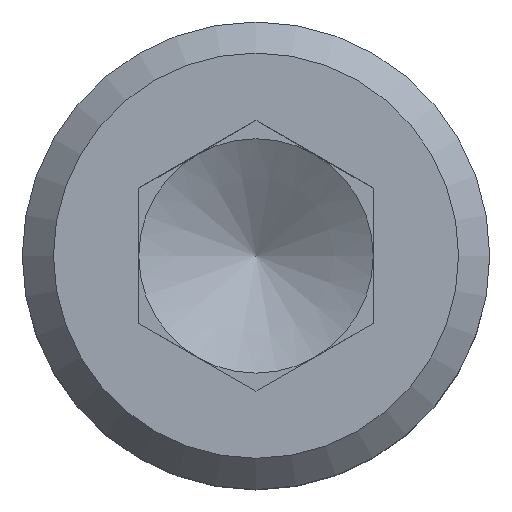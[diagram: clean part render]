
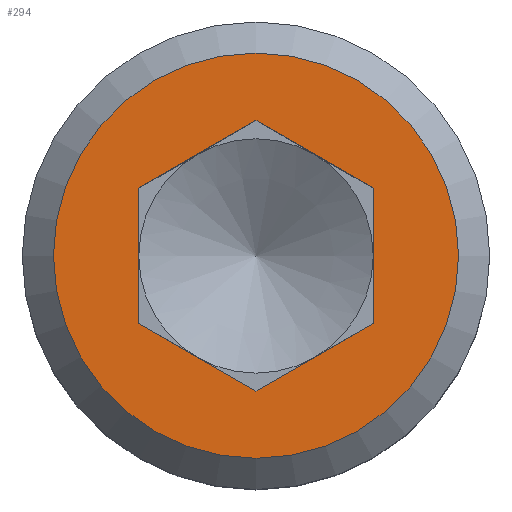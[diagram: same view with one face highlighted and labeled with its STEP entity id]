
A CAD part, top view. The second image highlights one B-rep face of the part: STEP entity #294.
In plain terms, the highlighted planar face has unit normal (0, 0, 1).
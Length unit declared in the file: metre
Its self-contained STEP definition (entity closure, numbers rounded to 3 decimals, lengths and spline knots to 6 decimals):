
#24=CIRCLE('',#334,0.004128);
#47=ORIENTED_EDGE('',*,*,#121,.T.);
#48=ORIENTED_EDGE('',*,*,#122,.T.);
#49=ORIENTED_EDGE('',*,*,#123,.T.);
#50=ORIENTED_EDGE('',*,*,#124,.T.);
#51=ORIENTED_EDGE('',*,*,#125,.T.);
#52=ORIENTED_EDGE('',*,*,#126,.T.);
#53=ORIENTED_EDGE('',*,*,#127,.T.);
#121=EDGE_CURVE('',#154,#154,#24,.T.);
#122=EDGE_CURVE('',#155,#156,#179,.T.);
#123=EDGE_CURVE('',#156,#157,#180,.T.);
#124=EDGE_CURVE('',#157,#158,#181,.T.);
#125=EDGE_CURVE('',#158,#159,#182,.T.);
#126=EDGE_CURVE('',#159,#160,#183,.T.);
#127=EDGE_CURVE('',#160,#155,#184,.T.);
#154=VERTEX_POINT('',#485);
#155=VERTEX_POINT('',#487);
#156=VERTEX_POINT('',#488);
#157=VERTEX_POINT('',#490);
#158=VERTEX_POINT('',#492);
#159=VERTEX_POINT('',#494);
#160=VERTEX_POINT('',#496);
#179=LINE('',#486,#203);
#180=LINE('',#489,#204);
#181=LINE('',#491,#205);
#182=LINE('',#493,#206);
#183=LINE('',#495,#207);
#184=LINE('',#497,#208);
#203=VECTOR('',#393,1.);
#204=VECTOR('',#394,1.);
#205=VECTOR('',#395,1.);
#206=VECTOR('',#396,1.);
#207=VECTOR('',#397,1.);
#208=VECTOR('',#398,1.);
#222=EDGE_LOOP('',(#47));
#223=EDGE_LOOP('',(#48,#49,#50,#51,#52,#53));
#250=FACE_BOUND('',#222,.T.);
#251=FACE_BOUND('',#223,.T.);
#279=PLANE('',#333);
#294=ADVANCED_FACE('',(#250,#251),#279,.T.);
#333=AXIS2_PLACEMENT_3D('',#483,#389,#390);
#334=AXIS2_PLACEMENT_3D('',#484,#391,#392);
#389=DIRECTION('',(0.,0.,1.));
#390=DIRECTION('',(1.,0.,0.));
#391=DIRECTION('',(0.,0.,1.));
#392=DIRECTION('',(1.,0.,0.));
#393=DIRECTION('',(0.866,0.5,0.));
#394=DIRECTION('',(0.866,-0.5,0.));
#395=DIRECTION('',(0.,-1.,0.));
#396=DIRECTION('',(-0.866,-0.5,0.));
#397=DIRECTION('',(-0.866,0.5,0.));
#398=DIRECTION('',(0.,1.,0.));
#483=CARTESIAN_POINT('',(0.,0.,0.00635));
#484=CARTESIAN_POINT('',(0.,0.,0.00635));
#485=CARTESIAN_POINT('',(0.004128,0.,0.00635));
#486=CARTESIAN_POINT('',(-0.001194,0.002068,0.00635));
#487=CARTESIAN_POINT('',(-0.002388,0.001378,0.00635));
#488=CARTESIAN_POINT('',(0.,0.002757,0.00635));
#489=CARTESIAN_POINT('',(0.001194,0.002068,0.00635));
#490=CARTESIAN_POINT('',(0.002388,0.001378,0.00635));
#491=CARTESIAN_POINT('',(0.002388,0.,0.00635));
#492=CARTESIAN_POINT('',(0.002388,-0.001378,0.00635));
#493=CARTESIAN_POINT('',(0.001194,-0.002068,0.00635));
#494=CARTESIAN_POINT('',(0.,-0.002757,0.00635));
#495=CARTESIAN_POINT('',(-0.001194,-0.002068,0.00635));
#496=CARTESIAN_POINT('',(-0.002388,-0.001378,0.00635));
#497=CARTESIAN_POINT('',(-0.002388,0.,0.00635));
